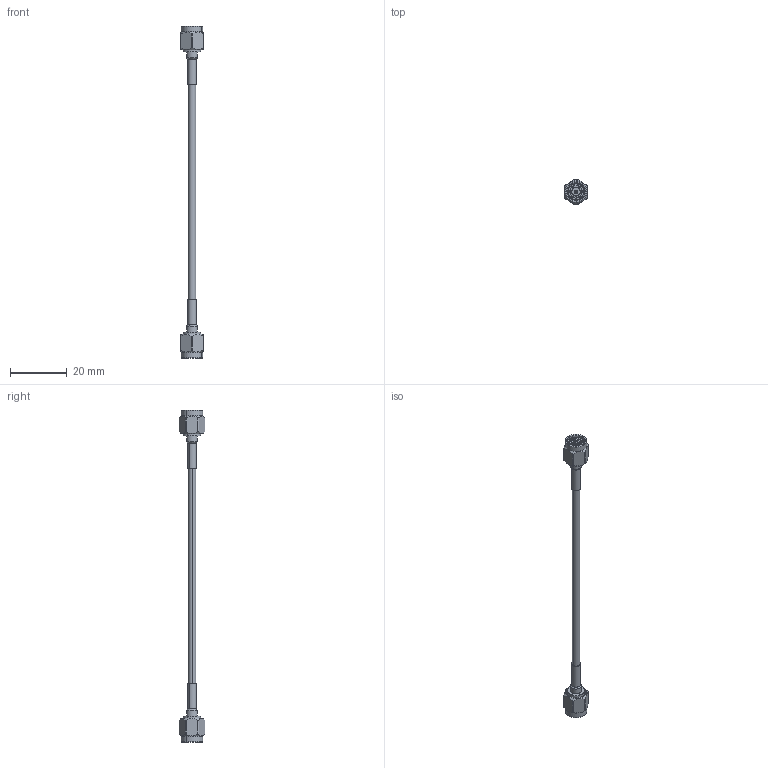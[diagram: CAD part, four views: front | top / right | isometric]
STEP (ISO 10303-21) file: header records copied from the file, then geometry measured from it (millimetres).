
FILE_DESCRIPTION (( 'STEP AP203' ), '1' );
FILE_NAME ('FMC2929085.step', '2019-08-12T18:48:51', ( '' ), ( '' ), 'SwSTEP 2.0', 'SolidWorks 2018', '' );
FILE_SCHEMA (( 'CONFIG_CONTROL_DESIGN' ));
Length unit declared in the file: inch
Products named in the file (3): FMC2929085; Coax Cable_FM-F086; SC5844_Heat Shrink
Assembly tree (3 placements, depth 2):
  FMC2929085
    Coax Cable_FM-F086
    SC5844_Heat Shrink  x2
Bounding box: 7.94 x 8.99 x 117.34 mm (x, y, z)
Volume: 1275.2 mm3; surface area: 2100 mm2
Topology: 3 solids, 5 shells, 180 faces, 416 edges, 264 vertices
Faces by surface type: cylinder 88, cone 42, plane 40, bspline 10
Entity records: 3961 total; most frequent: CARTESIAN_POINT 1606, DIRECTION 437, ORIENTED_EDGE 422, EDGE_CURVE 211, AXIS2_PLACEMENT_3D 183, VERTEX_POINT 134, EDGE_LOOP 101, ADVANCED_FACE 92
